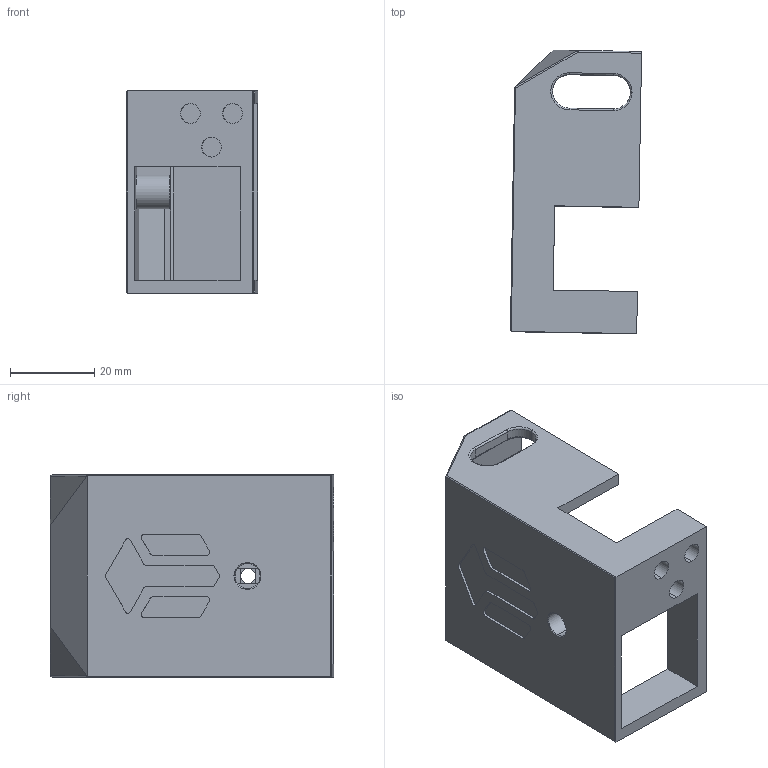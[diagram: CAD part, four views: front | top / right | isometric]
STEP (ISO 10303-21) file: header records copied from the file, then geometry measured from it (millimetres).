
FILE_DESCRIPTION (( 'STEP AP214' ), '1' );
FILE_NAME ('ZChain_V01.STEP', '2025-03-12T02:51:19', ( '' ), ( '' ), 'SwSTEP 2.0', 'SolidWorks 2021', '' );
FILE_SCHEMA (( 'AUTOMOTIVE_DESIGN' ));
Length unit declared in the file: millimetre
Products named in the file (1): ZChain_V01
Bounding box: 31.16 x 67.36 x 48 mm (x, y, z)
Volume: 23122.4 mm3; surface area: 17187 mm2
Topology: 1 solids, 1 shells, 132 faces, 351 edges, 226 vertices
Faces by surface type: plane 69, cylinder 49, torus 12, cone 2
Entity records: 4159 total; most frequent: CARTESIAN_POINT 734, DIRECTION 731, ORIENTED_EDGE 702, EDGE_CURVE 351, AXIS2_PLACEMENT_3D 255, VERTEX_POINT 226, LINE 221, VECTOR 221
